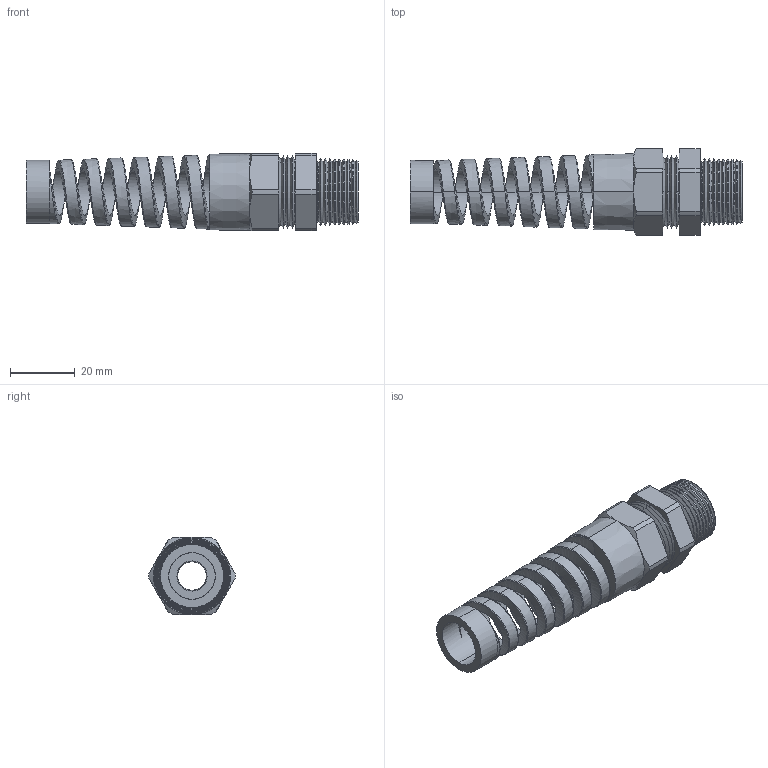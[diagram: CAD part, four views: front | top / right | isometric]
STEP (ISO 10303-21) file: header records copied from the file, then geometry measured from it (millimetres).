
FILE_DESCRIPTION (( 'STEP AP203' ), '1' );
FILE_NAME ('CF13NR-GY.STEP', '2008-06-18T17:30:26', ( 'BSI05' ), ( 'BAYSTATE' ), 'SwSTEP 2.0', 'SolidWorks 2007', '' );
FILE_SCHEMA (( 'CONFIG_CONTROL_DESIGN' ));
Length unit declared in the file: inch
Products named in the file (1): CF13NR-GY
Bounding box: 102.87 x 26.74 x 23.88 mm (x, y, z)
Volume: 21680.9 mm3; surface area: 13010.7 mm2
Topology: 1 solids, 1 shells, 164 faces, 382 edges, 223 vertices
Faces by surface type: cone 98, cylinder 39, plane 19, torus 4, bspline 4
Entity records: 12623 total; most frequent: CARTESIAN_POINT 8880, DIRECTION 774, ORIENTED_EDGE 764, EDGE_CURVE 382, AXIS2_PLACEMENT_3D 307, VERTEX_POINT 223, EDGE_LOOP 171, ADVANCED_FACE 164
